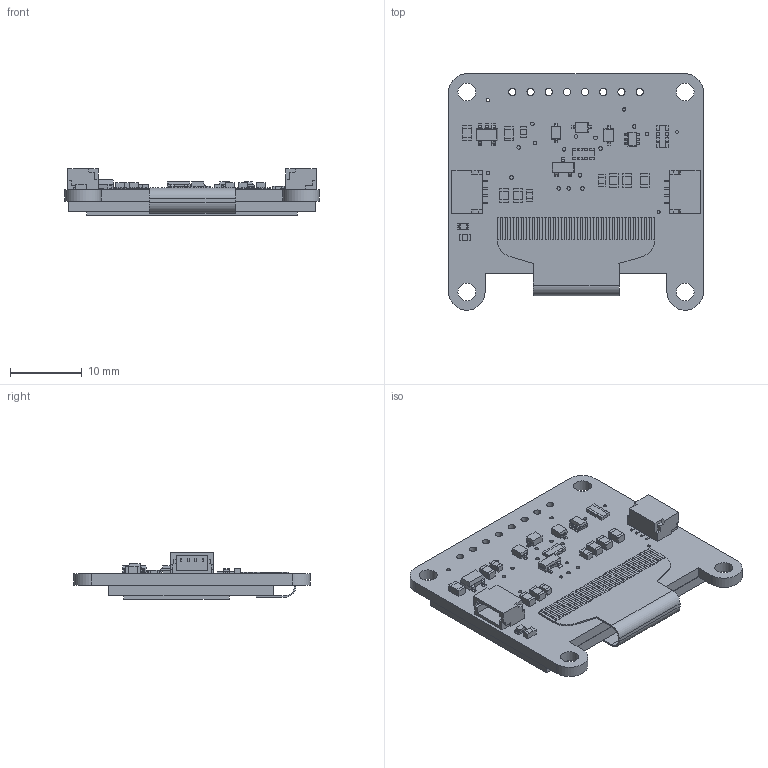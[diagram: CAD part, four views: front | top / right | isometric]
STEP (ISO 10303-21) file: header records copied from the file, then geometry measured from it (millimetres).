
FILE_DESCRIPTION(/* description */ (''),/* implementation_level */ '2;1');
FILE_NAME(/* name */ 'OLED 128x64 stemma.step',/* time_stamp */ '2020-09-21T14:52:51-04:00',/* author */ (''),/* organization */ (''),/* preprocessor_version */ 'ST-DEVELOPER v18.1',/* originating_system */ 'Autodesk Translation Framework v9.3.0.1241',/* authorisation */ '');
FILE_SCHEMA (('AUTOMOTIVE_DESIGN { 1 0 10303 214 3 1 1 }'));
Length unit declared in the file: millimetre
Products named in the file (12): PCB Component; Board; 10uF; AP2112K-3.3; 1uF; 10K; BSS138; STEMMA_I2C_QT; GREEN; APX803; UG-2864HSWEG01; 1N4148
Assembly tree (24 placements, depth 2):
  PCB Component
    Board
    10uF  x7
    AP2112K-3.3
    1uF  x4
    10K  x2
    BSS138
    STEMMA_I2C_QT  x2
    GREEN
    APX803
    UG-2864HSWEG01
    1N4148  x3
Bounding box: 35.56 x 33.02 x 6.53 mm (x, y, z)
Volume: 3174.7 mm3; surface area: 5346.5 mm2
Topology: 29 solids, 29 shells, 1067 faces, 2900 edges, 1902 vertices
Faces by surface type: plane 927, cylinder 136, bspline 4
Full cylindrical faces by diameter (mm): 0.394 x2, 0.4 x2, 0.5 x26, 1 x8, 2.5 x4
Entity records: 23569 total; most frequent: CARTESIAN_POINT 4047, ORIENTED_EDGE 3904, DIRECTION 3696, EDGE_CURVE 1952, LINE 1702, VECTOR 1702, VERTEX_POINT 1276, AXIS2_PLACEMENT_3D 997
